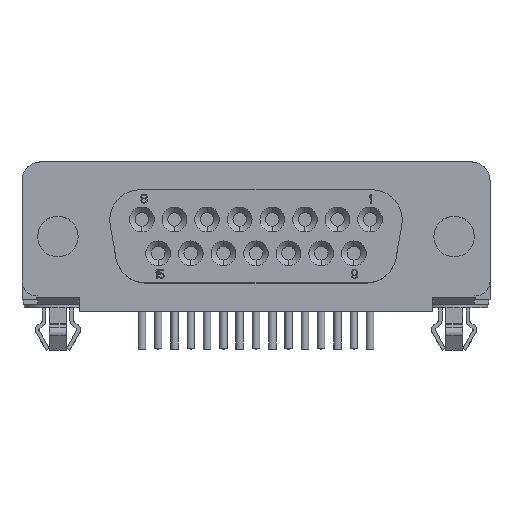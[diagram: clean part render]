
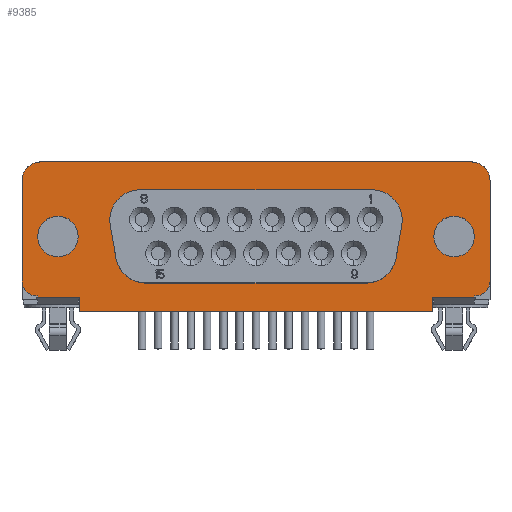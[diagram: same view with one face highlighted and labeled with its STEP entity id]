
A CAD part, top view. The second image highlights one B-rep face of the part: STEP entity #9385.
In plain terms, the highlighted planar face has unit normal (0, 0, 1).
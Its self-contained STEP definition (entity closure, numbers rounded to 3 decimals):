
#166=DIRECTION('',(0.,-1.,0.));
#167=VECTOR('',#166,8.433);
#168=CARTESIAN_POINT('',(-19.685,4.699,-6.071));
#169=LINE('',#168,#167);
#224=CARTESIAN_POINT('',(-9.764,1.382,-6.071));
#225=DIRECTION('',(0.,0.,1.));
#226=DIRECTION('',(0.,1.,0.));
#227=AXIS2_PLACEMENT_3D('',#224,#225,#226);
#229=DIRECTION('',(0.174,-0.985,0.));
#230=VECTOR('',#229,2.806);
#231=CARTESIAN_POINT('',(-12.265,0.941,-6.071));
#232=LINE('',#231,#230);
#233=CARTESIAN_POINT('',(-9.276,-1.382,-6.071));
#234=DIRECTION('',(0.,0.,1.));
#235=DIRECTION('',(-0.985,-0.174,0.));
#236=AXIS2_PLACEMENT_3D('',#233,#234,#235);
#238=DIRECTION('',(1.,0.,0.));
#239=VECTOR('',#238,18.553);
#240=CARTESIAN_POINT('',(-9.276,-3.922,-6.071));
#241=LINE('',#240,#239);
#242=CARTESIAN_POINT('',(9.276,-1.382,-6.071));
#243=DIRECTION('',(0.,0.,1.));
#244=DIRECTION('',(0.,-1.,0.));
#245=AXIS2_PLACEMENT_3D('',#242,#243,#244);
#247=DIRECTION('',(0.174,0.985,0.));
#248=VECTOR('',#247,2.806);
#249=CARTESIAN_POINT('',(11.778,-1.823,-6.071));
#250=LINE('',#249,#248);
#251=CARTESIAN_POINT('',(9.764,1.382,-6.071));
#252=DIRECTION('',(0.,0.,1.));
#253=DIRECTION('',(0.985,-0.174,0.));
#254=AXIS2_PLACEMENT_3D('',#251,#252,#253);
#256=DIRECTION('',(-1.,0.,0.));
#257=VECTOR('',#256,19.528);
#258=CARTESIAN_POINT('',(9.764,3.922,-6.071));
#259=LINE('',#258,#257);
#260=DIRECTION('',(0.,1.,0.));
#261=VECTOR('',#260,1.158);
#262=CARTESIAN_POINT('',(14.821,-6.274,-6.071));
#263=LINE('',#262,#261);
#264=DIRECTION('',(0.,1.,0.));
#265=VECTOR('',#264,1.158);
#266=CARTESIAN_POINT('',(-14.821,-6.274,-6.071));
#267=LINE('',#266,#265);
#268=DIRECTION('',(-1.,0.,0.));
#269=VECTOR('',#268,3.556);
#270=CARTESIAN_POINT('',(-14.821,-5.116,-6.071));
#271=LINE('',#270,#269);
#272=DIRECTION('',(0.,1.,0.));
#273=VECTOR('',#272,0.112);
#274=CARTESIAN_POINT('',(-18.377,-5.116,-6.071));
#275=LINE('',#274,#273);
#276=DIRECTION('',(-1.,0.,0.));
#277=VECTOR('',#276,0.038);
#278=CARTESIAN_POINT('',(-18.377,-5.004,-6.071));
#279=LINE('',#278,#277);
#280=CARTESIAN_POINT('',(-18.415,-3.734,-6.071));
#281=DIRECTION('',(0.,0.,1.));
#282=DIRECTION('',(-1.,0.,0.));
#283=AXIS2_PLACEMENT_3D('',#280,#281,#282);
#285=CARTESIAN_POINT('',(-18.11,4.699,-6.071));
#286=DIRECTION('',(0.,0.,1.));
#287=DIRECTION('',(0.,1.,0.));
#288=AXIS2_PLACEMENT_3D('',#285,#286,#287);
#290=DIRECTION('',(1.,0.,0.));
#291=VECTOR('',#290,36.22);
#292=CARTESIAN_POINT('',(-18.11,6.274,-6.071));
#293=LINE('',#292,#291);
#294=CARTESIAN_POINT('',(18.11,4.699,-6.071));
#295=DIRECTION('',(0.,0.,1.));
#296=DIRECTION('',(1.,0.,0.));
#297=AXIS2_PLACEMENT_3D('',#294,#295,#296);
#299=CARTESIAN_POINT('',(18.415,-3.734,-6.071));
#300=DIRECTION('',(0.,0.,1.));
#301=DIRECTION('',(0.,-1.,0.));
#302=AXIS2_PLACEMENT_3D('',#299,#300,#301);
#304=DIRECTION('',(-1.,0.,0.));
#305=VECTOR('',#304,0.038);
#306=CARTESIAN_POINT('',(18.415,-5.004,-6.071));
#307=LINE('',#306,#305);
#308=DIRECTION('',(0.,-1.,0.));
#309=VECTOR('',#308,0.112);
#310=CARTESIAN_POINT('',(18.377,-5.004,-6.071));
#311=LINE('',#310,#309);
#312=DIRECTION('',(-1.,0.,0.));
#313=VECTOR('',#312,3.556);
#314=CARTESIAN_POINT('',(18.377,-5.116,-6.071));
#315=LINE('',#314,#313);
#316=CARTESIAN_POINT('',(16.662,0.,-6.071));
#317=DIRECTION('',(0.,0.,1.));
#318=DIRECTION('',(1.,0.,0.));
#319=AXIS2_PLACEMENT_3D('',#316,#317,#318);
#321=CARTESIAN_POINT('',(16.662,0.,-6.071));
#322=DIRECTION('',(0.,0.,1.));
#323=DIRECTION('',(-1.,0.,0.));
#324=AXIS2_PLACEMENT_3D('',#321,#322,#323);
#326=CARTESIAN_POINT('',(-16.662,0.,-6.071));
#327=DIRECTION('',(0.,0.,1.));
#328=DIRECTION('',(1.,0.,0.));
#329=AXIS2_PLACEMENT_3D('',#326,#327,#328);
#331=CARTESIAN_POINT('',(-16.662,0.,-6.071));
#332=DIRECTION('',(0.,0.,1.));
#333=DIRECTION('',(-1.,0.,0.));
#334=AXIS2_PLACEMENT_3D('',#331,#332,#333);
#3560=DIRECTION('',(1.,0.,0.));
#3561=VECTOR('',#3560,29.642);
#3562=CARTESIAN_POINT('',(-14.821,-6.274,-6.071));
#3563=LINE('',#3562,#3561);
#4438=DIRECTION('',(0.,-1.,0.));
#4439=VECTOR('',#4438,8.433);
#4440=CARTESIAN_POINT('',(19.685,4.699,-6.071));
#4441=LINE('',#4440,#4439);
#7168=CARTESIAN_POINT('',(-9.764,3.922,-6.071));
#7169=CARTESIAN_POINT('',(-12.265,0.941,-6.071));
#7170=VERTEX_POINT('',#7168);
#7171=VERTEX_POINT('',#7169);
#7172=CARTESIAN_POINT('',(-11.778,-1.823,-6.071));
#7173=VERTEX_POINT('',#7172);
#7174=CARTESIAN_POINT('',(-9.276,-3.922,-6.071));
#7175=VERTEX_POINT('',#7174);
#7176=CARTESIAN_POINT('',(9.276,-3.922,-6.071));
#7177=VERTEX_POINT('',#7176);
#7178=CARTESIAN_POINT('',(11.778,-1.823,-6.071));
#7179=VERTEX_POINT('',#7178);
#7180=CARTESIAN_POINT('',(12.265,0.941,-6.071));
#7181=VERTEX_POINT('',#7180);
#7182=CARTESIAN_POINT('',(9.764,3.922,-6.071));
#7183=VERTEX_POINT('',#7182);
#7192=CARTESIAN_POINT('',(14.821,-6.274,-6.071));
#7193=CARTESIAN_POINT('',(14.821,-5.116,-6.071));
#7194=VERTEX_POINT('',#7192);
#7195=VERTEX_POINT('',#7193);
#7196=CARTESIAN_POINT('',(-14.821,-6.274,-6.071));
#7197=VERTEX_POINT('',#7196);
#8418=CARTESIAN_POINT('',(19.685,-3.734,-6.071));
#8419=VERTEX_POINT('',#8418);
#8420=CARTESIAN_POINT('',(18.415,-5.004,-6.071));
#8421=VERTEX_POINT('',#8420);
#8424=CARTESIAN_POINT('',(19.685,4.699,-6.071));
#8425=CARTESIAN_POINT('',(18.11,6.274,-6.071));
#8426=VERTEX_POINT('',#8424);
#8427=VERTEX_POINT('',#8425);
#8428=CARTESIAN_POINT('',(-18.11,6.274,-6.071));
#8429=CARTESIAN_POINT('',(-19.685,4.699,-6.071));
#8430=VERTEX_POINT('',#8428);
#8431=VERTEX_POINT('',#8429);
#8454=CARTESIAN_POINT('',(18.377,-5.116,-6.071));
#8455=VERTEX_POINT('',#8454);
#8458=CARTESIAN_POINT('',(-19.685,-3.734,-6.071));
#8459=VERTEX_POINT('',#8458);
#8468=CARTESIAN_POINT('',(18.364,0.,-6.071));
#8469=CARTESIAN_POINT('',(14.961,0.,-6.071));
#8470=VERTEX_POINT('',#8468);
#8471=VERTEX_POINT('',#8469);
#8472=CARTESIAN_POINT('',(-14.961,0.,-6.071));
#8473=CARTESIAN_POINT('',(-18.364,0.,-6.071));
#8474=VERTEX_POINT('',#8472);
#8475=VERTEX_POINT('',#8473);
#8730=CARTESIAN_POINT('',(18.377,-5.004,-6.071));
#8731=VERTEX_POINT('',#8730);
#8732=CARTESIAN_POINT('',(-14.821,-5.116,-6.071));
#8733=VERTEX_POINT('',#8732);
#8734=CARTESIAN_POINT('',(-18.377,-5.116,-6.071));
#8735=VERTEX_POINT('',#8734);
#8736=CARTESIAN_POINT('',(-18.377,-5.004,-6.071));
#8737=VERTEX_POINT('',#8736);
#8738=CARTESIAN_POINT('',(-18.415,-5.004,-6.071));
#8739=VERTEX_POINT('',#8738);
#9318=CARTESIAN_POINT('',(-19.685,6.274,-6.071));
#9319=DIRECTION('',(0.,0.,1.));
#9320=DIRECTION('',(0.,-1.,0.));
#9321=AXIS2_PLACEMENT_3D('',#9318,#9319,#9320);
#9322=PLANE('',#9321);
#9324=ORIENTED_EDGE('',*,*,#9323,.F.);
#9326=ORIENTED_EDGE('',*,*,#9325,.F.);
#9328=ORIENTED_EDGE('',*,*,#9327,.T.);
#9330=ORIENTED_EDGE('',*,*,#9329,.T.);
#9332=ORIENTED_EDGE('',*,*,#9331,.T.);
#9334=ORIENTED_EDGE('',*,*,#9333,.T.);
#9336=ORIENTED_EDGE('',*,*,#9335,.F.);
#9337=ORIENTED_EDGE('',*,*,#9229,.F.);
#9339=ORIENTED_EDGE('',*,*,#9338,.F.);
#9341=ORIENTED_EDGE('',*,*,#9340,.T.);
#9343=ORIENTED_EDGE('',*,*,#9342,.F.);
#9345=ORIENTED_EDGE('',*,*,#9344,.T.);
#9347=ORIENTED_EDGE('',*,*,#9346,.F.);
#9349=ORIENTED_EDGE('',*,*,#9348,.T.);
#9351=ORIENTED_EDGE('',*,*,#9350,.T.);
#9353=ORIENTED_EDGE('',*,*,#9352,.T.);
#9354=EDGE_LOOP('',(#9324,#9326,#9328,#9330,#9332,#9334,#9336,#9337,#9339,#9341,
#9343,#9345,#9347,#9349,#9351,#9353));
#9355=FACE_OUTER_BOUND('',#9354,.F.);
#9357=ORIENTED_EDGE('',*,*,#9356,.T.);
#9359=ORIENTED_EDGE('',*,*,#9358,.T.);
#9361=ORIENTED_EDGE('',*,*,#9360,.T.);
#9363=ORIENTED_EDGE('',*,*,#9362,.T.);
#9365=ORIENTED_EDGE('',*,*,#9364,.T.);
#9367=ORIENTED_EDGE('',*,*,#9366,.T.);
#9369=ORIENTED_EDGE('',*,*,#9368,.T.);
#9371=ORIENTED_EDGE('',*,*,#9370,.T.);
#9372=EDGE_LOOP('',(#9357,#9359,#9361,#9363,#9365,#9367,#9369,#9371));
#9373=FACE_BOUND('',#9372,.F.);
#9374=ORIENTED_EDGE('',*,*,#9308,.T.);
#9376=ORIENTED_EDGE('',*,*,#9375,.T.);
#9377=EDGE_LOOP('',(#9374,#9376));
#9378=FACE_BOUND('',#9377,.F.);
#9380=ORIENTED_EDGE('',*,*,#9379,.T.);
#9382=ORIENTED_EDGE('',*,*,#9381,.T.);
#9383=EDGE_LOOP('',(#9380,#9382));
#9384=FACE_BOUND('',#9383,.F.);
#228=CIRCLE('',#227,2.54);
#237=CIRCLE('',#236,2.54);
#246=CIRCLE('',#245,2.54);
#255=CIRCLE('',#254,2.54);
#284=CIRCLE('',#283,1.27);
#289=CIRCLE('',#288,1.575);
#298=CIRCLE('',#297,1.575);
#303=CIRCLE('',#302,1.27);
#320=CIRCLE('',#319,1.702);
#325=CIRCLE('',#324,1.702);
#330=CIRCLE('',#329,1.702);
#335=CIRCLE('',#334,1.702);
#9229=EDGE_CURVE('',#8431,#8459,#169,.T.);
#9308=EDGE_CURVE('',#8470,#8471,#320,.T.);
#9323=EDGE_CURVE('',#7194,#7195,#263,.T.);
#9325=EDGE_CURVE('',#7197,#7194,#3563,.T.);
#9327=EDGE_CURVE('',#7197,#8733,#267,.T.);
#9329=EDGE_CURVE('',#8733,#8735,#271,.T.);
#9331=EDGE_CURVE('',#8735,#8737,#275,.T.);
#9333=EDGE_CURVE('',#8737,#8739,#279,.T.);
#9335=EDGE_CURVE('',#8459,#8739,#284,.T.);
#9338=EDGE_CURVE('',#8430,#8431,#289,.T.);
#9340=EDGE_CURVE('',#8430,#8427,#293,.T.);
#9342=EDGE_CURVE('',#8426,#8427,#298,.T.);
#9344=EDGE_CURVE('',#8426,#8419,#4441,.T.);
#9346=EDGE_CURVE('',#8421,#8419,#303,.T.);
#9348=EDGE_CURVE('',#8421,#8731,#307,.T.);
#9350=EDGE_CURVE('',#8731,#8455,#311,.T.);
#9352=EDGE_CURVE('',#8455,#7195,#315,.T.);
#9356=EDGE_CURVE('',#7170,#7171,#228,.T.);
#9358=EDGE_CURVE('',#7171,#7173,#232,.T.);
#9360=EDGE_CURVE('',#7173,#7175,#237,.T.);
#9362=EDGE_CURVE('',#7175,#7177,#241,.T.);
#9364=EDGE_CURVE('',#7177,#7179,#246,.T.);
#9366=EDGE_CURVE('',#7179,#7181,#250,.T.);
#9368=EDGE_CURVE('',#7181,#7183,#255,.T.);
#9370=EDGE_CURVE('',#7183,#7170,#259,.T.);
#9375=EDGE_CURVE('',#8471,#8470,#325,.T.);
#9379=EDGE_CURVE('',#8474,#8475,#330,.T.);
#9381=EDGE_CURVE('',#8475,#8474,#335,.T.);
#9385=ADVANCED_FACE('',(#9355,#9373,#9378,#9384),#9322,.T.);
